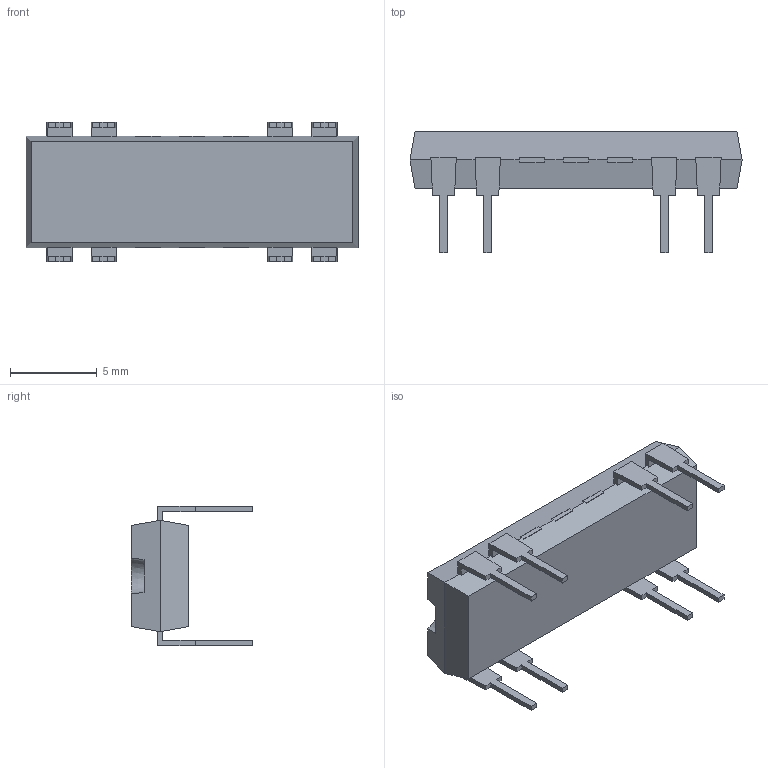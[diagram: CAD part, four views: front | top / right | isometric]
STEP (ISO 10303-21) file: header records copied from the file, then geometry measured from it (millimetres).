
FILE_DESCRIPTION (( 'STEP AP214' ), '1' );
FILE_NAME ('ERD2H.STEP', '2022-05-24T19:04:57', ( '' ), ( '' ), 'SwSTEP 2.0', 'SolidWorks 2022', '' );
FILE_SCHEMA (( 'AUTOMOTIVE_DESIGN' ));
Length unit declared in the file: millimetre
Products named in the file (1): ERD2H
Bounding box: 19.1 x 6.98 x 8 mm (x, y, z)
Volume: 390.6 mm3; surface area: 495 mm2
Topology: 1 solids, 1 shells, 133 faces, 374 edges, 244 vertices
Faces by surface type: plane 130, cone 3
Entity records: 4222 total; most frequent: CARTESIAN_POINT 758, ORIENTED_EDGE 748, DIRECTION 646, EDGE_CURVE 374, LINE 366, VECTOR 366, VERTEX_POINT 244, AXIS2_PLACEMENT_3D 140
